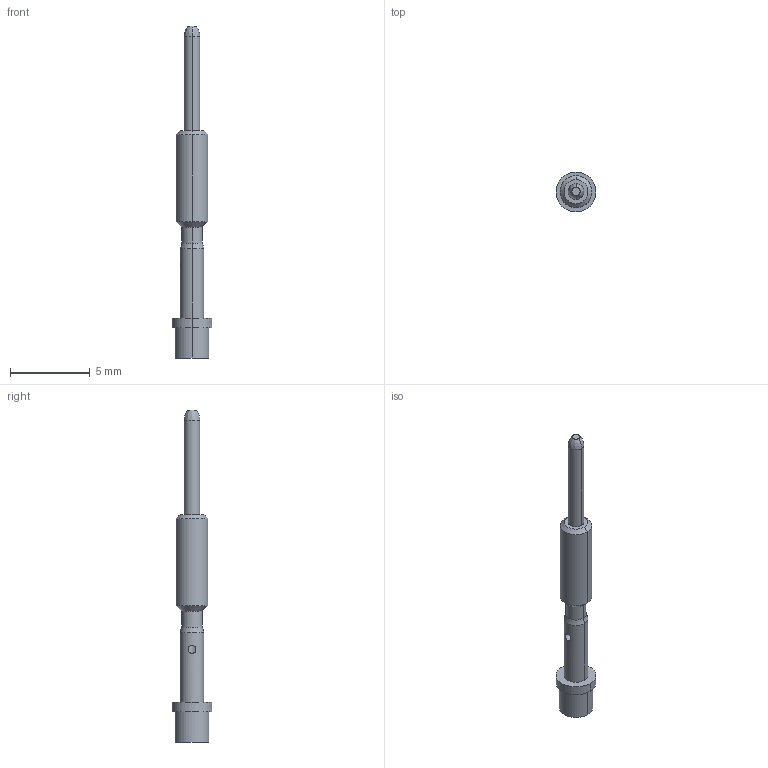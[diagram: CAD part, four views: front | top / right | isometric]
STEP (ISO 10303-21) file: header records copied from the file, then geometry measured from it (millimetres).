
FILE_DESCRIPTION((''),'2;1');
FILE_NAME('SF-6CP2000_1605559','2013-10-30T',('feitelbuss'),(''),'PRO/ENGINEER BY PARAMETRIC TECHNOLOGY CORPORATION, 2012480','PRO/ENGINEER BY PARAMETRIC TECHNOLOGY CORPORATION, 2012480','');
FILE_SCHEMA(('AUTOMOTIVE_DESIGN { 1 0 10303 214 1 1 1 1 }'));
Length unit declared in the file: millimetre
Products named in the file (1): SF-6CP2000_1605559
Bounding box: 2.5 x 2.5 x 20.8 mm (x, y, z)
Volume: 35.8 mm3; surface area: 132.3 mm2
Topology: 1 solids, 1 shells, 41 faces, 84 edges, 47 vertices
Faces by surface type: cylinder 18, cone 12, plane 5, torus 4, bspline 2
Entity records: 1283 total; most frequent: CARTESIAN_POINT 248, DIRECTION 204, ORIENTED_EDGE 164, AXIS2_PLACEMENT_3D 87, EDGE_CURVE 82, CIRCLE 48, VERTEX_POINT 47, EDGE_LOOP 47
